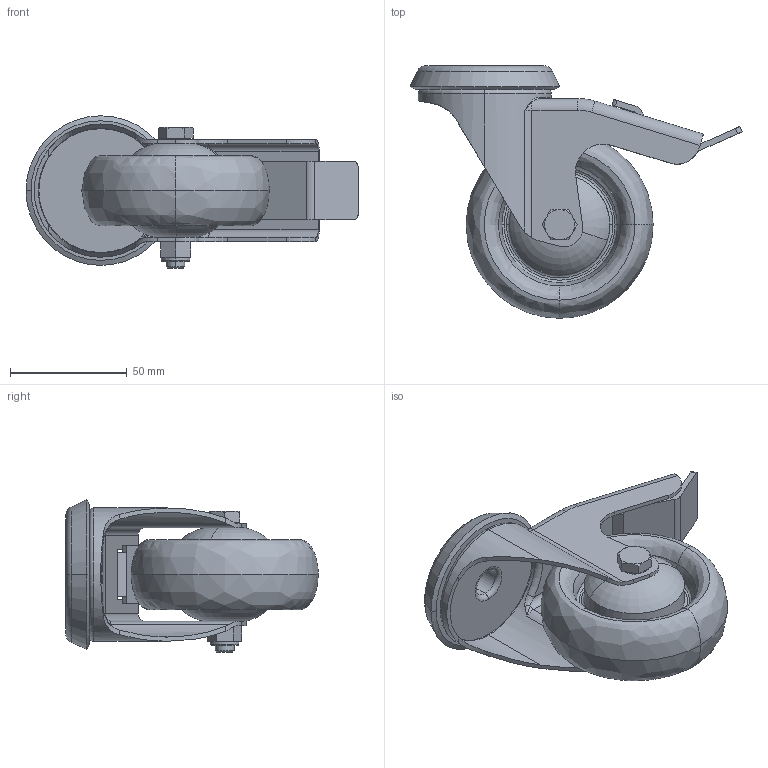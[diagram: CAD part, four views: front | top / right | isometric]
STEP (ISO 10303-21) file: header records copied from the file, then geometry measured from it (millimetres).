
FILE_DESCRIPTION (( 'STEP AP214' ), '1' );
FILE_NAME ('0030494.step', '2021-05-05T11:56:57', ( 'Windows-Benutzer' ), ( '' ), 'SwSTEP 2.0', 'SolidWorks 2020', '' );
FILE_SCHEMA (( 'AUTOMOTIVE_DESIGN' ));
Length unit declared in the file: millimetre
Products named in the file (1): 0030494
Bounding box: 142 x 108 x 65.2 mm (x, y, z)
Volume: 174233.6 mm3; surface area: 84794.7 mm2
Topology: 8 solids, 10 shells, 315 faces, 713 edges, 431 vertices
Faces by surface type: plane 94, cylinder 91, torus 72, cone 38, bspline 20
Entity records: 12930 total; most frequent: CARTESIAN_POINT 2198, DIRECTION 1624, ORIENTED_EDGE 1418, EDGE_CURVE 709, AXIS2_PLACEMENT_3D 681, VERTEX_POINT 431, CIRCLE 385, EDGE_LOOP 356
